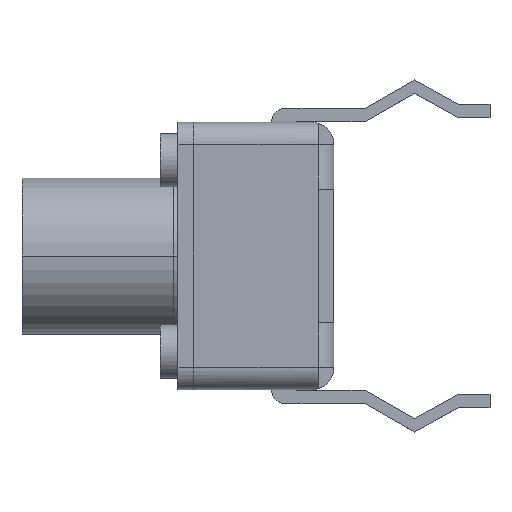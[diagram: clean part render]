
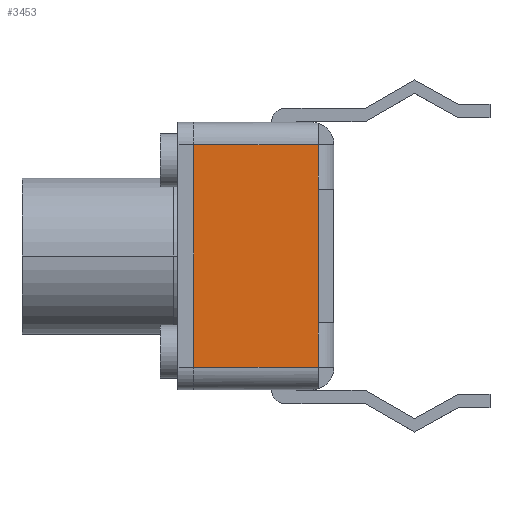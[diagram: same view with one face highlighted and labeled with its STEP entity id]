
A CAD part, left-side view. The second image highlights one B-rep face of the part: STEP entity #3453.
In plain terms, the highlighted planar face has unit normal (-1, 0, 0).
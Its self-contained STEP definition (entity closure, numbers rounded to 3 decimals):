
#98 = CARTESIAN_POINT ( 'NONE',  ( 0., 0., 5.5 ) ) ;
#140 = AXIS2_PLACEMENT_3D ( 'NONE', #2580, #8997, #4040 ) ;
#179 = DIRECTION ( 'NONE',  ( 0., 0., -1. ) ) ;
#256 = EDGE_CURVE ( 'NONE', #8970, #477, #507, .T. ) ;
#467 = DIRECTION ( 'NONE',  ( 0., 0., 1. ) ) ;
#477 = VERTEX_POINT ( 'NONE', #6613 ) ;
#507 = LINE ( 'NONE', #1256, #8216 ) ;
#608 = EDGE_CURVE ( 'NONE', #4483, #8970, #1246, .T. ) ;
#673 = VERTEX_POINT ( 'NONE', #5681 ) ;
#766 = ORIENTED_EDGE ( 'NONE', *, *, #256, .T. ) ;
#948 = CARTESIAN_POINT ( 'NONE',  ( 0., 0., 0.5 ) ) ;
#1246 = LINE ( 'NONE', #8198, #2618 ) ;
#1256 = CARTESIAN_POINT ( 'NONE',  ( 0., 0., 4.5 ) ) ;
#1313 = VECTOR ( 'NONE', #179, 1000. ) ;
#1948 = VECTOR ( 'NONE', #3559, 1000. ) ;
#2101 = ORIENTED_EDGE ( 'NONE', *, *, #3433, .T. ) ;
#2374 = CARTESIAN_POINT ( 'NONE',  ( 0., 2.8, 5.5 ) ) ;
#2392 = CARTESIAN_POINT ( 'NONE',  ( 0., 0., 0.5 ) ) ;
#2484 = ORIENTED_EDGE ( 'NONE', *, *, #7594, .T. ) ;
#2580 = CARTESIAN_POINT ( 'NONE',  ( 0., 0., 0.5 ) ) ;
#2618 = VECTOR ( 'NONE', #467, 1000. ) ;
#3433 = EDGE_CURVE ( 'NONE', #673, #5244, #3642, .T. ) ;
#3453 = ADVANCED_FACE ( 'NONE', ( #6254 ), #8907, .T. ) ;
#3506 = CARTESIAN_POINT ( 'NONE',  ( 0., 0., 0.5 ) ) ;
#3559 = DIRECTION ( 'NONE',  ( 0., -1., 0. ) ) ;
#3642 = LINE ( 'NONE', #3506, #1948 ) ;
#3677 = CARTESIAN_POINT ( 'NONE',  ( 0., 2.8, 3. ) ) ;
#4040 = DIRECTION ( 'NONE',  ( 0., 0., 1. ) ) ;
#4074 = DIRECTION ( 'NONE',  ( 0., 0., 1. ) ) ;
#4291 = DIRECTION ( 'NONE',  ( 0., 1., 0. ) ) ;
#4483 = VERTEX_POINT ( 'NONE', #6691 ) ;
#4559 = LINE ( 'NONE', #948, #8401 ) ;
#4832 = VERTEX_POINT ( 'NONE', #2374 ) ;
#5148 = LINE ( 'NONE', #3677, #1313 ) ;
#5188 = ORIENTED_EDGE ( 'NONE', *, *, #6596, .T. ) ;
#5244 = VERTEX_POINT ( 'NONE', #2392 ) ;
#5681 = CARTESIAN_POINT ( 'NONE',  ( 0., 2.8, 0.5 ) ) ;
#5949 = DIRECTION ( 'NONE',  ( 0., 0., 1. ) ) ;
#6254 = FACE_OUTER_BOUND ( 'NONE', #8429, .T. ) ;
#6596 = EDGE_CURVE ( 'NONE', #4832, #673, #5148, .T. ) ;
#6613 = CARTESIAN_POINT ( 'NONE',  ( 0., 0., 5.5 ) ) ;
#6688 = ORIENTED_EDGE ( 'NONE', *, *, #7765, .T. ) ;
#6691 = CARTESIAN_POINT ( 'NONE',  ( 0., 0., 1.5 ) ) ;
#7316 = ORIENTED_EDGE ( 'NONE', *, *, #608, .T. ) ;
#7445 = CARTESIAN_POINT ( 'NONE',  ( 0., 0., 4.5 ) ) ;
#7594 = EDGE_CURVE ( 'NONE', #477, #4832, #8536, .T. ) ;
#7765 = EDGE_CURVE ( 'NONE', #5244, #4483, #4559, .T. ) ;
#8122 = VECTOR ( 'NONE', #4291, 1000. ) ;
#8198 = CARTESIAN_POINT ( 'NONE',  ( 0., 0., 0.5 ) ) ;
#8216 = VECTOR ( 'NONE', #4074, 1000. ) ;
#8401 = VECTOR ( 'NONE', #5949, 1000. ) ;
#8429 = EDGE_LOOP ( 'NONE', ( #5188, #2101, #6688, #7316, #766, #2484 ) ) ;
#8536 = LINE ( 'NONE', #98, #8122 ) ;
#8907 = PLANE ( 'NONE',  #140 ) ;
#8970 = VERTEX_POINT ( 'NONE', #7445 ) ;
#8997 = DIRECTION ( 'NONE',  ( -1., 0., 0. ) ) ;
